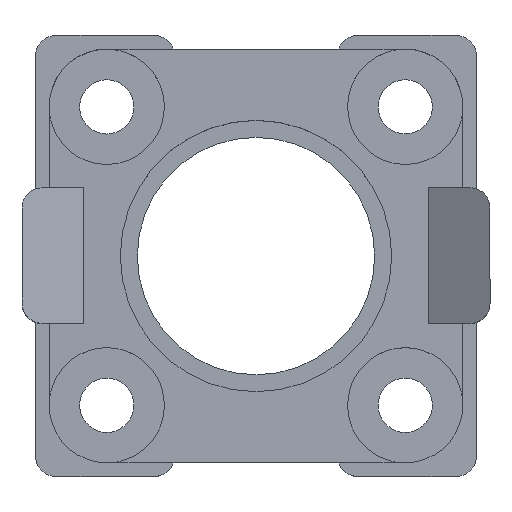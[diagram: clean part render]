
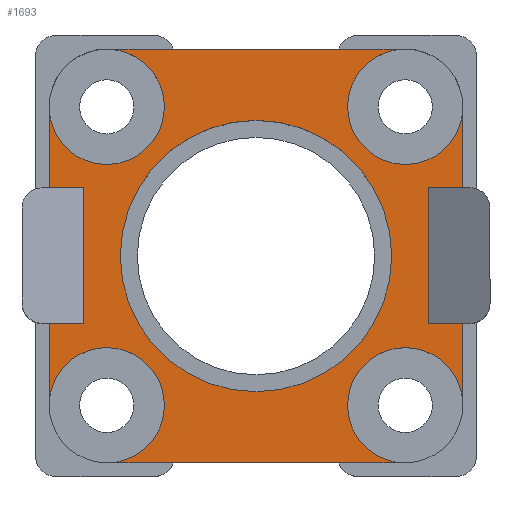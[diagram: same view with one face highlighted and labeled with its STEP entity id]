
A CAD part, top view. The second image highlights one B-rep face of the part: STEP entity #1693.
In plain terms, the highlighted planar face has unit normal (0, 0, 1).
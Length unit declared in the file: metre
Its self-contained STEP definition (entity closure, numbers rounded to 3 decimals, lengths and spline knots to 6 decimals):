
#84=CIRCLE('',#1912,0.00425);
#85=CIRCLE('',#1914,0.00425);
#87=CIRCLE('',#1917,0.00425);
#88=CIRCLE('',#1919,0.00425);
#89=CIRCLE('',#1921,0.01);
#90=CIRCLE('',#1923,0.0015);
#91=CIRCLE('',#1924,0.0015);
#92=CIRCLE('',#1925,0.0015);
#93=CIRCLE('',#1926,0.0015);
#94=CIRCLE('',#1927,0.0015);
#95=CIRCLE('',#1928,0.0015);
#96=CIRCLE('',#1929,0.0015);
#97=CIRCLE('',#1930,0.0015);
#98=CIRCLE('',#1931,0.0015);
#99=CIRCLE('',#1932,0.0015);
#100=CIRCLE('',#1933,0.0015);
#101=CIRCLE('',#1934,0.0015);
#489=ORIENTED_EDGE('',*,*,#818,.T.);
#490=ORIENTED_EDGE('',*,*,#778,.T.);
#491=ORIENTED_EDGE('',*,*,#819,.T.);
#492=ORIENTED_EDGE('',*,*,#782,.T.);
#493=ORIENTED_EDGE('',*,*,#820,.T.);
#494=ORIENTED_EDGE('',*,*,#786,.F.);
#495=ORIENTED_EDGE('',*,*,#821,.T.);
#496=ORIENTED_EDGE('',*,*,#794,.T.);
#497=ORIENTED_EDGE('',*,*,#822,.T.);
#498=ORIENTED_EDGE('',*,*,#744,.T.);
#499=ORIENTED_EDGE('',*,*,#823,.T.);
#500=ORIENTED_EDGE('',*,*,#750,.F.);
#501=ORIENTED_EDGE('',*,*,#824,.T.);
#502=ORIENTED_EDGE('',*,*,#754,.T.);
#503=ORIENTED_EDGE('',*,*,#825,.T.);
#504=ORIENTED_EDGE('',*,*,#758,.T.);
#505=ORIENTED_EDGE('',*,*,#826,.T.);
#506=ORIENTED_EDGE('',*,*,#762,.T.);
#507=ORIENTED_EDGE('',*,*,#827,.T.);
#508=ORIENTED_EDGE('',*,*,#764,.T.);
#509=ORIENTED_EDGE('',*,*,#828,.T.);
#510=ORIENTED_EDGE('',*,*,#768,.T.);
#511=ORIENTED_EDGE('',*,*,#829,.T.);
#512=ORIENTED_EDGE('',*,*,#774,.T.);
#513=ORIENTED_EDGE('',*,*,#816,.F.);
#514=ORIENTED_EDGE('',*,*,#815,.F.);
#515=ORIENTED_EDGE('',*,*,#813,.F.);
#516=ORIENTED_EDGE('',*,*,#812,.F.);
#517=ORIENTED_EDGE('',*,*,#817,.F.);
#744=EDGE_CURVE('',#940,#941,#1102,.T.);
#750=EDGE_CURVE('',#946,#947,#1108,.T.);
#754=EDGE_CURVE('',#951,#950,#1112,.T.);
#758=EDGE_CURVE('',#955,#954,#1116,.T.);
#762=EDGE_CURVE('',#959,#958,#1120,.T.);
#764=EDGE_CURVE('',#960,#961,#1122,.T.);
#768=EDGE_CURVE('',#964,#965,#1126,.T.);
#774=EDGE_CURVE('',#971,#970,#1132,.T.);
#778=EDGE_CURVE('',#975,#974,#1136,.T.);
#782=EDGE_CURVE('',#979,#978,#1140,.T.);
#786=EDGE_CURVE('',#982,#983,#1144,.T.);
#794=EDGE_CURVE('',#990,#991,#1146,.T.);
#812=EDGE_CURVE('',#996,#996,#84,.T.);
#813=EDGE_CURVE('',#997,#997,#85,.T.);
#815=EDGE_CURVE('',#999,#999,#87,.T.);
#816=EDGE_CURVE('',#1000,#1000,#88,.T.);
#817=EDGE_CURVE('',#1001,#1001,#89,.T.);
#818=EDGE_CURVE('',#970,#975,#90,.T.);
#819=EDGE_CURVE('',#974,#979,#91,.T.);
#820=EDGE_CURVE('',#978,#983,#92,.T.);
#821=EDGE_CURVE('',#982,#990,#93,.T.);
#822=EDGE_CURVE('',#991,#940,#94,.T.);
#823=EDGE_CURVE('',#941,#947,#95,.T.);
#824=EDGE_CURVE('',#946,#951,#96,.T.);
#825=EDGE_CURVE('',#950,#955,#97,.T.);
#826=EDGE_CURVE('',#954,#959,#98,.T.);
#827=EDGE_CURVE('',#958,#960,#99,.T.);
#828=EDGE_CURVE('',#961,#964,#100,.T.);
#829=EDGE_CURVE('',#965,#971,#101,.T.);
#940=VERTEX_POINT('',#2755);
#941=VERTEX_POINT('',#2756);
#946=VERTEX_POINT('',#2767);
#947=VERTEX_POINT('',#2769);
#950=VERTEX_POINT('',#2776);
#951=VERTEX_POINT('',#2778);
#954=VERTEX_POINT('',#2785);
#955=VERTEX_POINT('',#2787);
#958=VERTEX_POINT('',#2794);
#959=VERTEX_POINT('',#2796);
#960=VERTEX_POINT('',#2800);
#961=VERTEX_POINT('',#2801);
#964=VERTEX_POINT('',#2809);
#965=VERTEX_POINT('',#2810);
#970=VERTEX_POINT('',#2821);
#971=VERTEX_POINT('',#2823);
#974=VERTEX_POINT('',#2830);
#975=VERTEX_POINT('',#2832);
#978=VERTEX_POINT('',#2839);
#979=VERTEX_POINT('',#2841);
#982=VERTEX_POINT('',#2848);
#983=VERTEX_POINT('',#2850);
#990=VERTEX_POINT('',#2870);
#991=VERTEX_POINT('',#2871);
#996=VERTEX_POINT('',#2897);
#997=VERTEX_POINT('',#2900);
#999=VERTEX_POINT('',#2905);
#1000=VERTEX_POINT('',#2908);
#1001=VERTEX_POINT('',#2911);
#1102=LINE('',#2754,#1254);
#1108=LINE('',#2768,#1260);
#1112=LINE('',#2777,#1264);
#1116=LINE('',#2786,#1268);
#1120=LINE('',#2795,#1272);
#1122=LINE('',#2799,#1274);
#1126=LINE('',#2808,#1278);
#1132=LINE('',#2822,#1284);
#1136=LINE('',#2831,#1288);
#1140=LINE('',#2840,#1292);
#1144=LINE('',#2849,#1296);
#1146=LINE('',#2869,#1298);
#1254=VECTOR('',#2240,1.);
#1260=VECTOR('',#2248,1.);
#1264=VECTOR('',#2254,1.);
#1268=VECTOR('',#2260,1.);
#1272=VECTOR('',#2266,1.);
#1274=VECTOR('',#2270,1.);
#1278=VECTOR('',#2276,1.);
#1284=VECTOR('',#2284,1.);
#1288=VECTOR('',#2290,1.);
#1292=VECTOR('',#2296,1.);
#1296=VECTOR('',#2302,1.);
#1298=VECTOR('',#2326,1.);
#1412=EDGE_LOOP('',(#489,#490,#491,#492,#493,#494,#495,#496,#497,#498,#499,
#500,#501,#502,#503,#504,#505,#506,#507,#508,#509,#510,#511,#512));
#1413=EDGE_LOOP('',(#513));
#1414=EDGE_LOOP('',(#514));
#1415=EDGE_LOOP('',(#515));
#1416=EDGE_LOOP('',(#516));
#1417=EDGE_LOOP('',(#517));
#1534=FACE_BOUND('',#1412,.T.);
#1535=FACE_BOUND('',#1413,.T.);
#1536=FACE_BOUND('',#1414,.T.);
#1537=FACE_BOUND('',#1415,.T.);
#1538=FACE_BOUND('',#1416,.T.);
#1539=FACE_BOUND('',#1417,.T.);
#1610=PLANE('',#1922);
#1693=ADVANCED_FACE('',(#1534,#1535,#1536,#1537,#1538,#1539),#1610,.T.);
#1912=AXIS2_PLACEMENT_3D('',#2896,#2364,#2365);
#1914=AXIS2_PLACEMENT_3D('',#2899,#2368,#2369);
#1917=AXIS2_PLACEMENT_3D('',#2904,#2374,#2375);
#1919=AXIS2_PLACEMENT_3D('',#2907,#2378,#2379);
#1921=AXIS2_PLACEMENT_3D('',#2910,#2382,#2383);
#1922=AXIS2_PLACEMENT_3D('',#2912,#2384,#2385);
#1923=AXIS2_PLACEMENT_3D('',#2913,#2386,#2387);
#1924=AXIS2_PLACEMENT_3D('',#2914,#2388,#2389);
#1925=AXIS2_PLACEMENT_3D('',#2915,#2390,#2391);
#1926=AXIS2_PLACEMENT_3D('',#2916,#2392,#2393);
#1927=AXIS2_PLACEMENT_3D('',#2917,#2394,#2395);
#1928=AXIS2_PLACEMENT_3D('',#2918,#2396,#2397);
#1929=AXIS2_PLACEMENT_3D('',#2919,#2398,#2399);
#1930=AXIS2_PLACEMENT_3D('',#2920,#2400,#2401);
#1931=AXIS2_PLACEMENT_3D('',#2921,#2402,#2403);
#1932=AXIS2_PLACEMENT_3D('',#2922,#2404,#2405);
#1933=AXIS2_PLACEMENT_3D('',#2923,#2406,#2407);
#1934=AXIS2_PLACEMENT_3D('',#2924,#2408,#2409);
#2240=DIRECTION('',(0.,-1.,0.));
#2248=DIRECTION('',(0.,1.,0.));
#2254=DIRECTION('',(0.,-1.,0.));
#2260=DIRECTION('',(1.,0.,0.));
#2266=DIRECTION('',(1.,0.,0.));
#2270=DIRECTION('',(1.,0.,0.));
#2276=DIRECTION('',(0.,1.,0.));
#2284=DIRECTION('',(0.,1.,0.));
#2290=DIRECTION('',(0.,1.,0.));
#2296=DIRECTION('',(-1.,0.,0.));
#2302=DIRECTION('',(1.,0.,0.));
#2326=DIRECTION('',(-1.,0.,0.));
#2364=DIRECTION('',(0.,0.,1.));
#2365=DIRECTION('',(1.,0.,0.));
#2368=DIRECTION('',(0.,0.,1.));
#2369=DIRECTION('',(1.,0.,0.));
#2374=DIRECTION('',(0.,0.,1.));
#2375=DIRECTION('',(1.,0.,0.));
#2378=DIRECTION('',(0.,0.,1.));
#2379=DIRECTION('',(1.,0.,0.));
#2382=DIRECTION('',(0.,0.,1.));
#2383=DIRECTION('',(1.,0.,0.));
#2384=DIRECTION('',(0.,0.,1.));
#2385=DIRECTION('',(1.,0.,0.));
#2386=DIRECTION('',(0.,0.,1.));
#2387=DIRECTION('',(1.,0.,0.));
#2388=DIRECTION('',(0.,0.,1.));
#2389=DIRECTION('',(1.,0.,0.));
#2390=DIRECTION('',(0.,0.,1.));
#2391=DIRECTION('',(1.,0.,0.));
#2392=DIRECTION('',(0.,0.,1.));
#2393=DIRECTION('',(1.,0.,0.));
#2394=DIRECTION('',(0.,0.,1.));
#2395=DIRECTION('',(1.,0.,0.));
#2396=DIRECTION('',(0.,0.,1.));
#2397=DIRECTION('',(1.,0.,0.));
#2398=DIRECTION('',(0.,0.,1.));
#2399=DIRECTION('',(1.,0.,0.));
#2400=DIRECTION('',(0.,0.,1.));
#2401=DIRECTION('',(1.,0.,0.));
#2402=DIRECTION('',(0.,0.,1.));
#2403=DIRECTION('',(1.,0.,0.));
#2404=DIRECTION('',(0.,0.,1.));
#2405=DIRECTION('',(1.,0.,0.));
#2406=DIRECTION('',(0.,0.,1.));
#2407=DIRECTION('',(1.,0.,0.));
#2408=DIRECTION('',(0.,0.,1.));
#2409=DIRECTION('',(1.,0.,0.));
#2754=CARTESIAN_POINT('',(-0.029248,0.01171,0.003));
#2755=CARTESIAN_POINT('',(-0.029248,0.015835,0.003));
#2756=CARTESIAN_POINT('',(-0.029248,0.005999,0.003));
#2767=CARTESIAN_POINT('',(-0.030248,-0.002415,0.003));
#2768=CARTESIAN_POINT('',(-0.030248,0.001085,0.003));
#2769=CARTESIAN_POINT('',(-0.030248,0.004585,0.003));
#2776=CARTESIAN_POINT('',(-0.029248,-0.013665,0.003));
#2777=CARTESIAN_POINT('',(-0.029248,-0.00954,0.003));
#2778=CARTESIAN_POINT('',(-0.029248,-0.003829,0.003));
#2785=CARTESIAN_POINT('',(-0.020498,-0.015165,0.003));
#2786=CARTESIAN_POINT('',(-0.024123,-0.015165,0.003));
#2787=CARTESIAN_POINT('',(-0.027748,-0.015165,0.003));
#2794=CARTESIAN_POINT('',(-0.006912,-0.014165,0.003));
#2795=CARTESIAN_POINT('',(-0.012998,-0.014165,0.003));
#2796=CARTESIAN_POINT('',(-0.019084,-0.014165,0.003));
#2799=CARTESIAN_POINT('',(-0.001873,-0.015165,0.003));
#2800=CARTESIAN_POINT('',(-0.005498,-0.015165,0.003));
#2801=CARTESIAN_POINT('',(0.001752,-0.015165,0.003));
#2808=CARTESIAN_POINT('',(0.003252,-0.00954,0.003));
#2809=CARTESIAN_POINT('',(0.003252,-0.013665,0.003));
#2810=CARTESIAN_POINT('',(0.003252,-0.003829,0.003));
#2821=CARTESIAN_POINT('',(0.004252,0.004585,0.003));
#2822=CARTESIAN_POINT('',(0.004252,0.001085,0.003));
#2823=CARTESIAN_POINT('',(0.004252,-0.002415,0.003));
#2830=CARTESIAN_POINT('',(0.003252,0.015835,0.003));
#2831=CARTESIAN_POINT('',(0.003252,0.01171,0.003));
#2832=CARTESIAN_POINT('',(0.003252,0.005999,0.003));
#2839=CARTESIAN_POINT('',(-0.005498,0.017335,0.003));
#2840=CARTESIAN_POINT('',(-0.001873,0.017335,0.003));
#2841=CARTESIAN_POINT('',(0.001752,0.017335,0.003));
#2848=CARTESIAN_POINT('',(-0.019084,0.016335,0.003));
#2849=CARTESIAN_POINT('',(-0.012998,0.016335,0.003));
#2850=CARTESIAN_POINT('',(-0.006912,0.016335,0.003));
#2869=CARTESIAN_POINT('',(-0.024123,0.017335,0.003));
#2870=CARTESIAN_POINT('',(-0.020498,0.017335,0.003));
#2871=CARTESIAN_POINT('',(-0.027748,0.017335,0.003));
#2896=CARTESIAN_POINT('',(-0.023998,-0.009915,0.003));
#2897=CARTESIAN_POINT('',(-0.019748,-0.009915,0.003));
#2899=CARTESIAN_POINT('',(-0.001998,-0.009915,0.003));
#2900=CARTESIAN_POINT('',(0.002252,-0.009915,0.003));
#2904=CARTESIAN_POINT('',(-0.001998,0.012085,0.003));
#2905=CARTESIAN_POINT('',(0.002252,0.012085,0.003));
#2907=CARTESIAN_POINT('',(-0.023998,0.012085,0.003));
#2908=CARTESIAN_POINT('',(-0.019748,0.012085,0.003));
#2910=CARTESIAN_POINT('',(-0.012998,0.001085,0.003));
#2911=CARTESIAN_POINT('',(-0.002998,0.001085,0.003));
#2912=CARTESIAN_POINT('',(-0.012998,0.001085,0.003));
#2913=CARTESIAN_POINT('',(0.002752,0.004585,0.003));
#2914=CARTESIAN_POINT('',(0.001752,0.015835,0.003));
#2915=CARTESIAN_POINT('',(-0.005498,0.015835,0.003));
#2916=CARTESIAN_POINT('',(-0.020498,0.015835,0.003));
#2917=CARTESIAN_POINT('',(-0.027748,0.015835,0.003));
#2918=CARTESIAN_POINT('',(-0.028748,0.004585,0.003));
#2919=CARTESIAN_POINT('',(-0.028748,-0.002415,0.003));
#2920=CARTESIAN_POINT('',(-0.027748,-0.013665,0.003));
#2921=CARTESIAN_POINT('',(-0.020498,-0.013665,0.003));
#2922=CARTESIAN_POINT('',(-0.005498,-0.013665,0.003));
#2923=CARTESIAN_POINT('',(0.001752,-0.013665,0.003));
#2924=CARTESIAN_POINT('',(0.002752,-0.002415,0.003));
